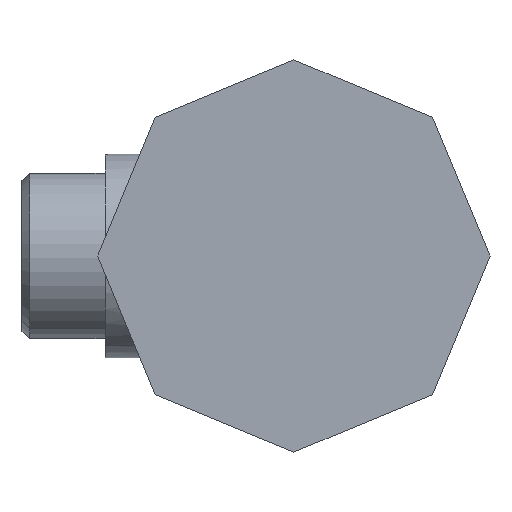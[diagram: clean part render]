
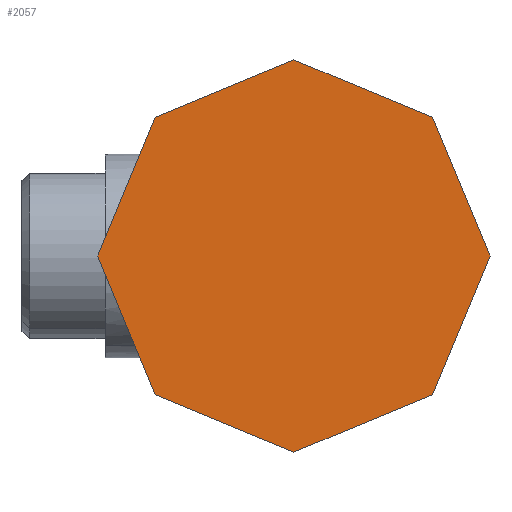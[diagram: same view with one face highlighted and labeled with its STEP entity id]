
A CAD part, front view. The second image highlights one B-rep face of the part: STEP entity #2057.
In plain terms, the highlighted planar face has unit normal (0, -1, 0).
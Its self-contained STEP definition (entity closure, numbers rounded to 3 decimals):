
#1808=CARTESIAN_POINT('Vertex',(0.,0.,-25.977)) ;
#1815=CARTESIAN_POINT('Vertex',(18.369,0.,-18.369)) ;
#1818=CARTESIAN_POINT('Line Origine',(9.184,0.,-22.173)) ;
#1840=CARTESIAN_POINT('Vertex',(25.977,0.,0.)) ;
#1843=CARTESIAN_POINT('Line Origine',(22.173,0.,-9.184)) ;
#1861=CARTESIAN_POINT('Line Origine',(-9.184,0.,-22.173)) ;
#1865=CARTESIAN_POINT('Vertex',(-18.369,0.,-18.369)) ;
#1890=CARTESIAN_POINT('Vertex',(-25.977,0.,0.)) ;
#1893=CARTESIAN_POINT('Line Origine',(-22.173,0.,-9.184)) ;
#1915=CARTESIAN_POINT('Vertex',(-18.369,0.,18.369)) ;
#1918=CARTESIAN_POINT('Line Origine',(-22.173,0.,9.184)) ;
#1940=CARTESIAN_POINT('Vertex',(0.,0.,25.977)) ;
#1943=CARTESIAN_POINT('Line Origine',(-9.184,0.,22.173)) ;
#2008=CARTESIAN_POINT('Vertex',(18.369,0.,18.369)) ;
#2011=CARTESIAN_POINT('Line Origine',(22.173,0.,9.184)) ;
#2029=CARTESIAN_POINT('Line Origine',(9.184,0.,22.173)) ;
#2042=CARTESIAN_POINT('Axis2P3D Location',(0.,0.,0.)) ;
#1819=DIRECTION('Vector Direction',(0.924,0.,0.383)) ;
#1844=DIRECTION('Vector Direction',(0.383,0.,0.924)) ;
#1862=DIRECTION('Vector Direction',(0.924,0.,-0.383)) ;
#1894=DIRECTION('Vector Direction',(0.383,0.,-0.924)) ;
#1919=DIRECTION('Vector Direction',(-0.383,0.,-0.924)) ;
#1944=DIRECTION('Vector Direction',(-0.924,0.,-0.383)) ;
#2012=DIRECTION('Vector Direction',(-0.383,0.,0.924)) ;
#2030=DIRECTION('Vector Direction',(-0.924,0.,0.383)) ;
#2043=DIRECTION('Axis2P3D Direction',(-0.,1.,0.)) ;
#2044=DIRECTION('Axis2P3D XDirection',(1.,0.,0.)) ;
#2045=AXIS2_PLACEMENT_3D('Plane Axis2P3D',#2042,#2043,#2044) ;
#2048=ORIENTED_EDGE('',*,*,#1867,.T.) ;
#2049=ORIENTED_EDGE('',*,*,#1822,.T.) ;
#2050=ORIENTED_EDGE('',*,*,#1847,.T.) ;
#2051=ORIENTED_EDGE('',*,*,#2015,.T.) ;
#2052=ORIENTED_EDGE('',*,*,#2033,.T.) ;
#2053=ORIENTED_EDGE('',*,*,#1947,.T.) ;
#2054=ORIENTED_EDGE('',*,*,#1922,.T.) ;
#2055=ORIENTED_EDGE('',*,*,#1897,.T.) ;
#1820=VECTOR('Line Direction',#1819,1.) ;
#1845=VECTOR('Line Direction',#1844,1.) ;
#1863=VECTOR('Line Direction',#1862,1.) ;
#1895=VECTOR('Line Direction',#1894,1.) ;
#1920=VECTOR('Line Direction',#1919,1.) ;
#1945=VECTOR('Line Direction',#1944,1.) ;
#2013=VECTOR('Line Direction',#2012,1.) ;
#2031=VECTOR('Line Direction',#2030,1.) ;
#2057=ADVANCED_FACE('PartBody',(#2056),#2046,.F.) ;
#1822=EDGE_CURVE('',#1809,#1816,#1821,.T.) ;
#1847=EDGE_CURVE('',#1816,#1841,#1846,.T.) ;
#1867=EDGE_CURVE('',#1866,#1809,#1864,.T.) ;
#1897=EDGE_CURVE('',#1891,#1866,#1896,.T.) ;
#1922=EDGE_CURVE('',#1916,#1891,#1921,.T.) ;
#1947=EDGE_CURVE('',#1941,#1916,#1946,.T.) ;
#2015=EDGE_CURVE('',#1841,#2009,#2014,.T.) ;
#2033=EDGE_CURVE('',#2009,#1941,#2032,.T.) ;
#2047=EDGE_LOOP('',(#2048,#2049,#2050,#2051,#2052,#2053,#2054,#2055)) ;
#2056=FACE_OUTER_BOUND('',#2047,.T.) ;
#1821=LINE('Line',#1818,#1820) ;
#1846=LINE('Line',#1843,#1845) ;
#1864=LINE('Line',#1861,#1863) ;
#1896=LINE('Line',#1893,#1895) ;
#1921=LINE('Line',#1918,#1920) ;
#1946=LINE('Line',#1943,#1945) ;
#2014=LINE('Line',#2011,#2013) ;
#2032=LINE('Line',#2029,#2031) ;
#2046=PLANE('',#2045) ;
#1809=VERTEX_POINT('',#1808) ;
#1816=VERTEX_POINT('',#1815) ;
#1841=VERTEX_POINT('',#1840) ;
#1866=VERTEX_POINT('',#1865) ;
#1891=VERTEX_POINT('',#1890) ;
#1916=VERTEX_POINT('',#1915) ;
#1941=VERTEX_POINT('',#1940) ;
#2009=VERTEX_POINT('',#2008) ;
